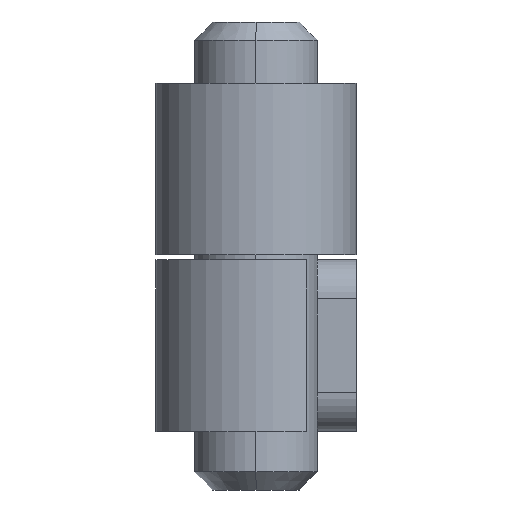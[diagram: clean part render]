
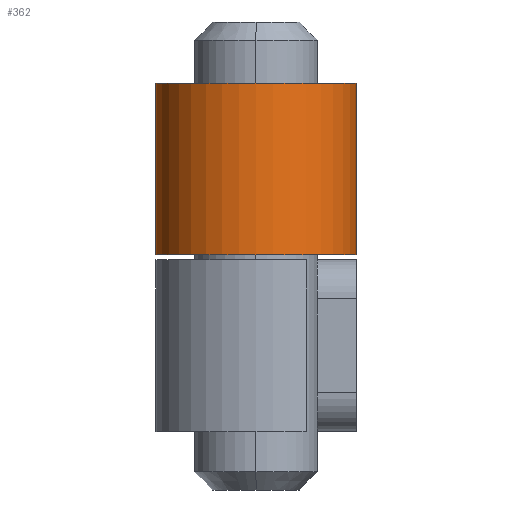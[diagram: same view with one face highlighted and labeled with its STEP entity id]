
A CAD part, left-side view. The second image highlights one B-rep face of the part: STEP entity #362.
In plain terms, the highlighted cylindrical face has radius 3.86 mm (diameter 7.72 mm), a partial arc.
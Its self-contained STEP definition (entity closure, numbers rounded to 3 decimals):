
#13=CARTESIAN_POINT('',(0.,0.,-3.3));
#14=DIRECTION('',(0.,0.,1.));
#15=DIRECTION('',(0.,-1.,0.));
#16=AXIS2_PLACEMENT_3D('',#13,#14,#15);
#108=CARTESIAN_POINT('',(0.,0.,3.3));
#109=DIRECTION('',(0.,0.,1.));
#110=DIRECTION('',(0.,-1.,0.));
#111=AXIS2_PLACEMENT_3D('',#108,#109,#110);
#121=DIRECTION('',(0.,0.,1.));
#122=VECTOR('',#121,6.6);
#123=CARTESIAN_POINT('',(-3.343,-1.93,-3.3));
#124=LINE('',#123,#122);
#129=DIRECTION('',(0.,0.,1.));
#130=VECTOR('',#129,6.6);
#131=CARTESIAN_POINT('',(0.,-3.86,-3.3));
#132=LINE('',#131,#130);
#141=CARTESIAN_POINT('',(0.,-3.86,-3.3));
#142=CARTESIAN_POINT('',(-3.343,-1.93,-3.3));
#143=VERTEX_POINT('',#141);
#144=VERTEX_POINT('',#142);
#145=CARTESIAN_POINT('',(0.,-3.86,3.3));
#146=CARTESIAN_POINT('',(-3.343,-1.93,3.3));
#147=VERTEX_POINT('',#145);
#148=VERTEX_POINT('',#146);
#351=CARTESIAN_POINT('',(0.,0.,-3.3));
#352=DIRECTION('',(0.,0.,1.));
#353=DIRECTION('',(1.,0.,0.));
#354=AXIS2_PLACEMENT_3D('',#351,#352,#353);
#355=CYLINDRICAL_SURFACE('',#354,3.86);
#356=ORIENTED_EDGE('',*,*,#198,.F.);
#357=ORIENTED_EDGE('',*,*,#283,.T.);
#358=ORIENTED_EDGE('',*,*,#332,.T.);
#359=ORIENTED_EDGE('',*,*,#345,.F.);
#360=EDGE_LOOP('',(#356,#357,#358,#359));
#361=FACE_OUTER_BOUND('',#360,.F.);
#17=CIRCLE('',#16,3.86);
#112=CIRCLE('',#111,3.86);
#198=EDGE_CURVE('',#143,#144,#17,.T.);
#283=EDGE_CURVE('',#143,#147,#132,.T.);
#332=EDGE_CURVE('',#147,#148,#112,.T.);
#345=EDGE_CURVE('',#144,#148,#124,.T.);
#362=ADVANCED_FACE('',(#361),#355,.T.);
